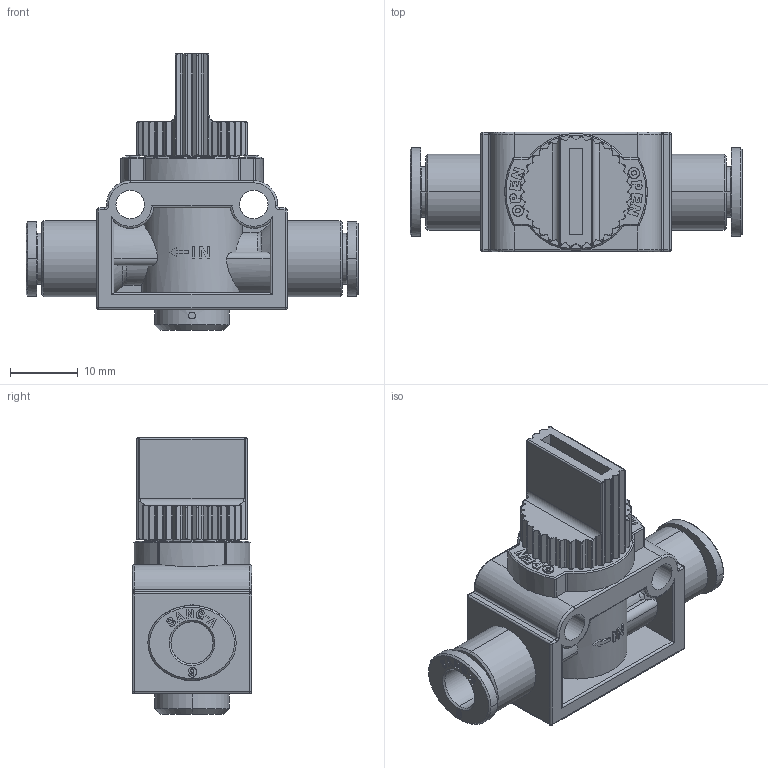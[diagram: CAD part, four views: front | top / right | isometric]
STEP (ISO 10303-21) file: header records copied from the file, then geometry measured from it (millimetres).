
FILE_DESCRIPTION((''),'2;1');
FILE_NAME('GHVFF 06(3D).stp','2017-07-11T14:22:51',(''),(''),'Mechanical Desktop 2009','Mechanical Desktop 2009',', , ');
FILE_SCHEMA(('CONFIG_CONTROL_DESIGN'));
Length unit declared in the file: millimetre
Products named in the file (2): GHVFF 06(3D); ºÎÇ°1
Assembly tree (1 placements, depth 2):
  GHVFF 06(3D)
    ºÎÇ°1
Bounding box: 48.9 x 17.6 x 40.7 mm (x, y, z)
Volume: 10796.8 mm3; surface area: 6816.2 mm2
Topology: 1 solids, 1 shells, 1384 faces, 3898 edges, 2556 vertices
Faces by surface type: plane 1040, cylinder 174, torus 74, bspline 58, cone 26, sphere 12
Entity records: 47689 total; most frequent: CARTESIAN_POINT 12044, ORIENTED_EDGE 7768, DIRECTION 6860, EDGE_CURVE 3884, VECTOR 3112, LINE 3112, VERTEX_POINT 2556, AXIS2_PLACEMENT_3D 1874
